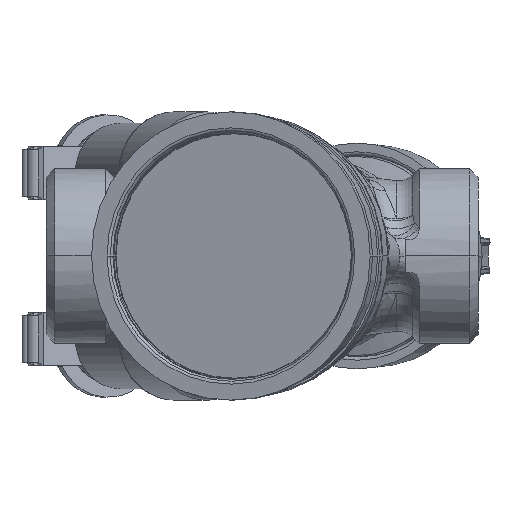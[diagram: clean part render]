
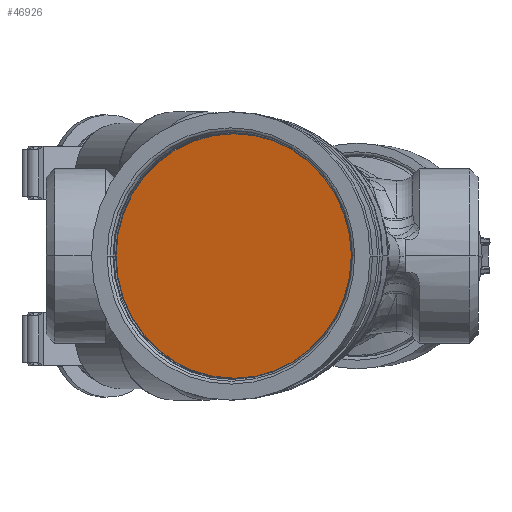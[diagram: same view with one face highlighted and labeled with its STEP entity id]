
A CAD part, front view. The second image highlights one B-rep face of the part: STEP entity #46926.
In plain terms, the highlighted face is planar.
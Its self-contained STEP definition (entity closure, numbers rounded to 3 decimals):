
#45948=CARTESIAN_POINT('',(0.,6.2,0.));
#45949=DIRECTION('',(0.,1.,0.));
#45950=DIRECTION('',(-1.,0.,0.));
#45951=AXIS2_PLACEMENT_3D('',#45948,#45949,#45950);
#45963=CARTESIAN_POINT('',(0.,6.2,0.));
#45964=DIRECTION('',(0.,1.,0.));
#45965=DIRECTION('',(1.,0.,0.));
#45966=AXIS2_PLACEMENT_3D('',#45963,#45964,#45965);
#45973=CARTESIAN_POINT('',(0.,6.2,0.));
#45974=DIRECTION('',(0.,-1.,0.));
#45975=DIRECTION('',(-1.,0.,0.));
#45976=AXIS2_PLACEMENT_3D('',#45973,#45974,#45975);
#45978=CARTESIAN_POINT('',(0.,6.2,0.));
#45979=DIRECTION('',(0.,-1.,0.));
#45980=DIRECTION('',(1.,0.,0.));
#45981=AXIS2_PLACEMENT_3D('',#45978,#45979,#45980);
#46449=CARTESIAN_POINT('',(-18.4,6.2,0.));
#46450=VERTEX_POINT('',#46449);
#46451=CARTESIAN_POINT('',(18.4,6.2,0.));
#46452=CARTESIAN_POINT('',(-18.4,6.2,0.084));
#46453=VERTEX_POINT('',#46451);
#46454=VERTEX_POINT('',#46452);
#46455=CARTESIAN_POINT('',(18.4,6.2,-0.084));
#46456=VERTEX_POINT('',#46455);
#46915=CARTESIAN_POINT('',(0.,6.2,0.));
#46916=DIRECTION('',(0.,-1.,0.));
#46917=DIRECTION('',(-1.,0.,0.));
#46918=AXIS2_PLACEMENT_3D('',#46915,#46916,#46917);
#46919=PLANE('',#46918);
#46920=ORIENTED_EDGE('',*,*,#46909,.T.);
#46921=ORIENTED_EDGE('',*,*,#46907,.F.);
#46922=ORIENTED_EDGE('',*,*,#46893,.T.);
#46923=ORIENTED_EDGE('',*,*,#46891,.F.);
#46924=EDGE_LOOP('',(#46920,#46921,#46922,#46923));
#46925=FACE_OUTER_BOUND('',#46924,.F.);
#46926=ADVANCED_FACE('',(#46925),#46919,.F.);
#45952=CIRCLE('',#45951,18.4);
#45967=CIRCLE('',#45966,18.4);
#45977=CIRCLE('',#45976,18.4);
#45982=CIRCLE('',#45981,18.4);
#46891=EDGE_CURVE('',#46450,#46454,#45952,.T.);
#46893=EDGE_CURVE('',#46453,#46454,#45982,.T.);
#46907=EDGE_CURVE('',#46453,#46456,#45967,.T.);
#46909=EDGE_CURVE('',#46450,#46456,#45977,.T.);
